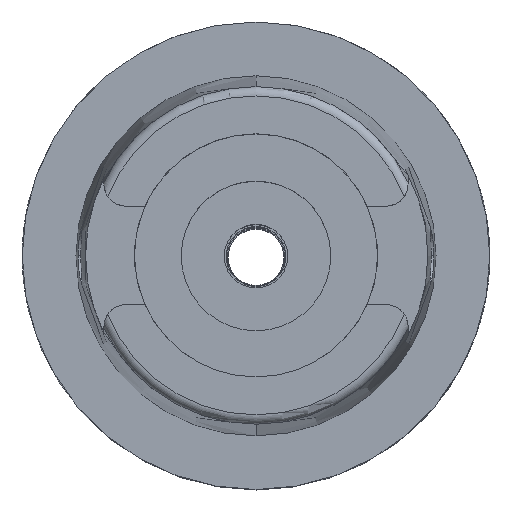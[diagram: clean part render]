
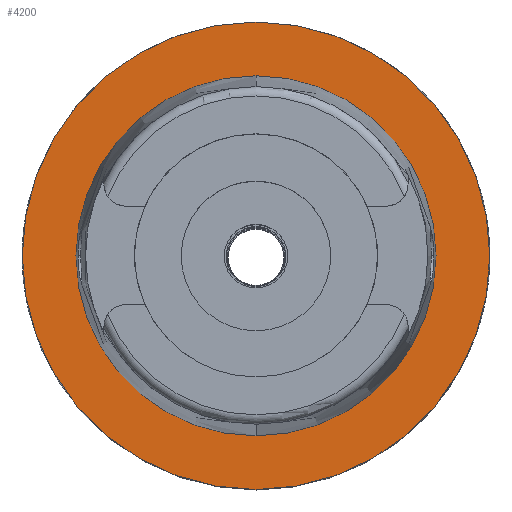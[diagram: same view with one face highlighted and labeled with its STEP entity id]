
A CAD part, top view. The second image highlights one B-rep face of the part: STEP entity #4200.
In plain terms, the highlighted planar face has unit normal (0, 0, 1).
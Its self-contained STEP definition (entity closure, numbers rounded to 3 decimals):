
#2041=CARTESIAN_POINT('',(0.,0.,0.));
#2042=DIRECTION('',(0.,0.,-1.));
#2043=DIRECTION('',(0.,-1.,0.));
#2044=AXIS2_PLACEMENT_3D('',#2041,#2042,#2043);
#2049=CARTESIAN_POINT('',(0.,0.,0.));
#2050=DIRECTION('',(0.,0.,-1.));
#2051=DIRECTION('',(0.,1.,0.));
#2052=AXIS2_PLACEMENT_3D('',#2049,#2050,#2051);
#2057=CARTESIAN_POINT('',(0.,0.,0.));
#2058=DIRECTION('',(0.,0.,1.));
#2059=DIRECTION('',(0.,-1.,0.));
#2060=AXIS2_PLACEMENT_3D('',#2057,#2058,#2059);
#2065=CARTESIAN_POINT('',(0.,0.,0.));
#2066=DIRECTION('',(0.,0.,1.));
#2067=DIRECTION('',(0.,1.,0.));
#2068=AXIS2_PLACEMENT_3D('',#2065,#2066,#2067);
#2438=CARTESIAN_POINT('',(0.,-19.25,0.));
#2439=VERTEX_POINT('',#2438);
#2440=CARTESIAN_POINT('',(0.,19.25,0.));
#2441=VERTEX_POINT('',#2440);
#2713=CARTESIAN_POINT('',(0.,25.,0.));
#2714=VERTEX_POINT('',#2713);
#2715=CARTESIAN_POINT('',(0.,-25.,0.));
#2716=VERTEX_POINT('',#2715);
#4187=CARTESIAN_POINT('',(0.,0.,0.));
#4188=DIRECTION('',(0.,0.,1.));
#4189=DIRECTION('',(0.,1.,0.));
#4190=AXIS2_PLACEMENT_3D('',#4187,#4188,#4189);
#4191=PLANE('',#4190);
#4192=ORIENTED_EDGE('',*,*,#4169,.T.);
#4193=ORIENTED_EDGE('',*,*,#4056,.T.);
#4194=EDGE_LOOP('',(#4192,#4193));
#4195=FACE_OUTER_BOUND('',#4194,.F.);
#4196=ORIENTED_EDGE('',*,*,#2930,.T.);
#4197=ORIENTED_EDGE('',*,*,#2899,.T.);
#4198=EDGE_LOOP('',(#4196,#4197));
#4199=FACE_BOUND('',#4198,.F.);
#2045=CIRCLE('',#2044,25.);
#2053=CIRCLE('',#2052,25.);
#2061=CIRCLE('',#2060,19.25);
#2069=CIRCLE('',#2068,19.25);
#2899=EDGE_CURVE('',#2441,#2439,#2069,.T.);
#2930=EDGE_CURVE('',#2439,#2441,#2061,.T.);
#4056=EDGE_CURVE('',#2714,#2716,#2053,.T.);
#4169=EDGE_CURVE('',#2716,#2714,#2045,.T.);
#4200=ADVANCED_FACE('',(#4195,#4199),#4191,.T.);
